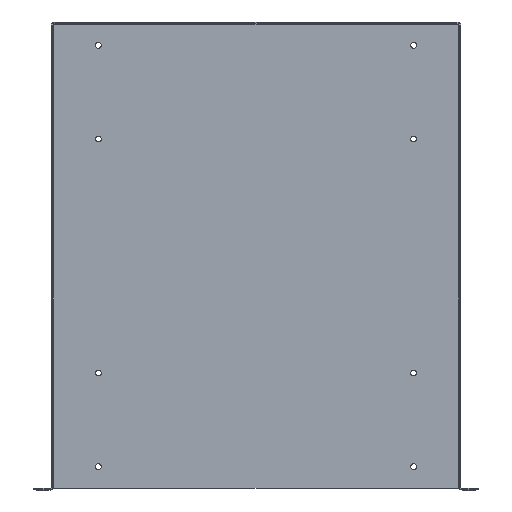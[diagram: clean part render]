
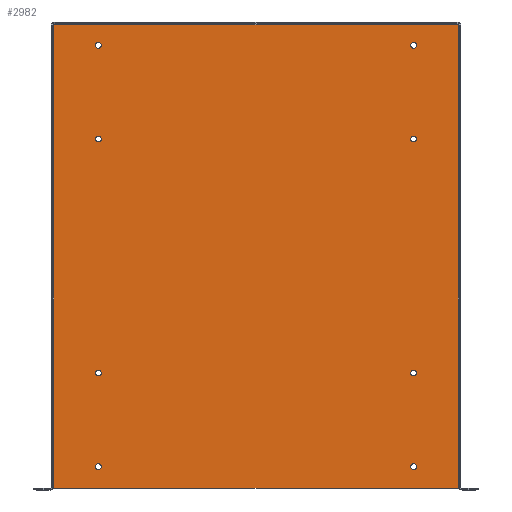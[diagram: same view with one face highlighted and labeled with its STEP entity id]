
A CAD part, top view. The second image highlights one B-rep face of the part: STEP entity #2982.
In plain terms, the highlighted planar face has unit normal (0, 0, 1).
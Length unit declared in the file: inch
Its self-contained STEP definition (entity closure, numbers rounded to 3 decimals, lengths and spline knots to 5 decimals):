
#67 = CARTESIAN_POINT ( 'NONE',  ( -6.609, 8.964, 0.072 ) ) ;
#68 = DIRECTION ( 'NONE',  ( 0., 0., -1. ) ) ;
#87 = VERTEX_POINT ( 'NONE', #67 ) ;
#102 = CARTESIAN_POINT ( 'NONE',  ( 6.859, -9.036, 0.072 ) ) ;
#116 = VERTEX_POINT ( 'NONE', #2918 ) ;
#141 = VERTEX_POINT ( 'NONE', #1134 ) ;
#157 = EDGE_LOOP ( 'NONE', ( #1882 ) ) ;
#265 = EDGE_CURVE ( 'NONE', #637, #141, #2102, .T. ) ;
#274 = CARTESIAN_POINT ( 'NONE',  ( 8.642, -9.964, 0.072 ) ) ;
#453 = DIRECTION ( 'NONE',  ( 1., 0., 0. ) ) ;
#467 = FACE_BOUND ( 'NONE', #1759, .T. ) ;
#502 = AXIS2_PLACEMENT_3D ( 'NONE', #577, #2458, #2198 ) ;
#551 = EDGE_LOOP ( 'NONE', ( #906 ) ) ;
#577 = CARTESIAN_POINT ( 'NONE',  ( -6.734, -5.036, 0.072 ) ) ;
#588 = EDGE_CURVE ( 'NONE', #2912, #2293, #1595, .T. ) ;
#610 = VECTOR ( 'NONE', #2637, 39.37008 ) ;
#637 = VERTEX_POINT ( 'NONE', #2553 ) ;
#693 = FACE_BOUND ( 'NONE', #551, .T. ) ;
#700 = AXIS2_PLACEMENT_3D ( 'NONE', #2076, #1153, #905 ) ;
#712 = CIRCLE ( 'NONE', #2444, 0.125 ) ;
#730 = ORIENTED_EDGE ( 'NONE', *, *, #974, .T. ) ;
#776 = CARTESIAN_POINT ( 'NONE',  ( -6.609, -9.036, 0.072 ) ) ;
#796 = CARTESIAN_POINT ( 'NONE',  ( -8.75, 9.856, 0.072 ) ) ;
#819 = EDGE_CURVE ( 'NONE', #2293, #637, #2908, .T. ) ;
#905 = DIRECTION ( 'NONE',  ( 1., 0., 0. ) ) ;
#906 = ORIENTED_EDGE ( 'NONE', *, *, #1764, .T. ) ;
#937 = CARTESIAN_POINT ( 'NONE',  ( 6.734, 8.964, 0.072 ) ) ;
#955 = FACE_BOUND ( 'NONE', #1509, .T. ) ;
#958 = EDGE_LOOP ( 'NONE', ( #1641 ) ) ;
#960 = CIRCLE ( 'NONE', #2686, 0.125 ) ;
#974 = EDGE_CURVE ( 'NONE', #2651, #2651, #712, .T. ) ;
#982 = DIRECTION ( 'NONE',  ( 0., 0., -1. ) ) ;
#1006 = VERTEX_POINT ( 'NONE', #102 ) ;
#1007 = DIRECTION ( 'NONE',  ( 1., 0., 0. ) ) ;
#1031 = EDGE_LOOP ( 'NONE', ( #1815 ) ) ;
#1054 = CIRCLE ( 'NONE', #700, 0.125 ) ;
#1082 = DIRECTION ( 'NONE',  ( 0., 0., -1. ) ) ;
#1122 = DIRECTION ( 'NONE',  ( 0., 1., 0. ) ) ;
#1134 = CARTESIAN_POINT ( 'NONE',  ( -8.642, -9.964, 0.072 ) ) ;
#1144 = FACE_BOUND ( 'NONE', #157, .T. ) ;
#1146 = VECTOR ( 'NONE', #2645, 39.37008 ) ;
#1153 = DIRECTION ( 'NONE',  ( 0., 0., -1. ) ) ;
#1220 = CARTESIAN_POINT ( 'NONE',  ( 6.859, 4.964, 0.072 ) ) ;
#1231 = DIRECTION ( 'NONE',  ( 1., 0., 0. ) ) ;
#1245 = CIRCLE ( 'NONE', #1930, 0.125 ) ;
#1312 = ORIENTED_EDGE ( 'NONE', *, *, #265, .T. ) ;
#1350 = CIRCLE ( 'NONE', #1447, 0.125 ) ;
#1398 = AXIS2_PLACEMENT_3D ( 'NONE', #1779, #1082, #2949 ) ;
#1409 = CARTESIAN_POINT ( 'NONE',  ( -8.75, -9.964, 0.072 ) ) ;
#1440 = ORIENTED_EDGE ( 'NONE', *, *, #2614, .T. ) ;
#1447 = AXIS2_PLACEMENT_3D ( 'NONE', #2899, #982, #2647 ) ;
#1457 = VERTEX_POINT ( 'NONE', #776 ) ;
#1480 = DIRECTION ( 'NONE',  ( 0., 0., -1. ) ) ;
#1493 = EDGE_CURVE ( 'NONE', #116, #116, #1834, .T. ) ;
#1509 = EDGE_LOOP ( 'NONE', ( #1953 ) ) ;
#1516 = CARTESIAN_POINT ( 'NONE',  ( -6.609, 4.964, 0.072 ) ) ;
#1549 = CARTESIAN_POINT ( 'NONE',  ( 6.734, 4.964, 0.072 ) ) ;
#1587 = CIRCLE ( 'NONE', #1878, 0.125 ) ;
#1595 = LINE ( 'NONE', #3004, #2389 ) ;
#1610 = ORIENTED_EDGE ( 'NONE', *, *, #819, .T. ) ;
#1616 = AXIS2_PLACEMENT_3D ( 'NONE', #1409, #2086, #2792 ) ;
#1624 = PLANE ( 'NONE',  #1616 ) ;
#1641 = ORIENTED_EDGE ( 'NONE', *, *, #2906, .T. ) ;
#1642 = CIRCLE ( 'NONE', #1398, 0.125 ) ;
#1667 = FACE_BOUND ( 'NONE', #958, .T. ) ;
#1736 = DIRECTION ( 'NONE',  ( -1., 0., 0. ) ) ;
#1759 = EDGE_LOOP ( 'NONE', ( #1788 ) ) ;
#1764 = EDGE_CURVE ( 'NONE', #87, #87, #1587, .T. ) ;
#1779 = CARTESIAN_POINT ( 'NONE',  ( 6.734, -5.036, 0.072 ) ) ;
#1788 = ORIENTED_EDGE ( 'NONE', *, *, #1960, .T. ) ;
#1815 = ORIENTED_EDGE ( 'NONE', *, *, #2416, .T. ) ;
#1834 = CIRCLE ( 'NONE', #502, 0.125 ) ;
#1861 = EDGE_LOOP ( 'NONE', ( #730 ) ) ;
#1878 = AXIS2_PLACEMENT_3D ( 'NONE', #2557, #2800, #2356 ) ;
#1882 = ORIENTED_EDGE ( 'NONE', *, *, #1493, .T. ) ;
#1899 = EDGE_CURVE ( 'NONE', #141, #2912, #2208, .T. ) ;
#1930 = AXIS2_PLACEMENT_3D ( 'NONE', #2455, #1480, #1231 ) ;
#1943 = VERTEX_POINT ( 'NONE', #2636 ) ;
#1953 = ORIENTED_EDGE ( 'NONE', *, *, #2094, .T. ) ;
#1960 = EDGE_CURVE ( 'NONE', #1457, #1457, #1245, .T. ) ;
#1974 = VERTEX_POINT ( 'NONE', #2164 ) ;
#2061 = EDGE_LOOP ( 'NONE', ( #1312, #2606, #2190, #1610 ) ) ;
#2076 = CARTESIAN_POINT ( 'NONE',  ( 6.734, -9.036, 0.072 ) ) ;
#2086 = DIRECTION ( 'NONE',  ( 0., 0., 1. ) ) ;
#2094 = EDGE_CURVE ( 'NONE', #1943, #1943, #1642, .T. ) ;
#2102 = LINE ( 'NONE', #2822, #610 ) ;
#2164 = CARTESIAN_POINT ( 'NONE',  ( 6.859, 8.964, 0.072 ) ) ;
#2190 = ORIENTED_EDGE ( 'NONE', *, *, #588, .T. ) ;
#2198 = DIRECTION ( 'NONE',  ( 1., 0., 0. ) ) ;
#2208 = LINE ( 'NONE', #2860, #1146 ) ;
#2293 = VERTEX_POINT ( 'NONE', #3011 ) ;
#2317 = FACE_BOUND ( 'NONE', #1861, .T. ) ;
#2356 = DIRECTION ( 'NONE',  ( 1., 0., 0. ) ) ;
#2389 = VECTOR ( 'NONE', #1122, 39.37008 ) ;
#2416 = EDGE_CURVE ( 'NONE', #2903, #2903, #1350, .T. ) ;
#2444 = AXIS2_PLACEMENT_3D ( 'NONE', #1549, #68, #1007 ) ;
#2455 = CARTESIAN_POINT ( 'NONE',  ( -6.734, -9.036, 0.072 ) ) ;
#2458 = DIRECTION ( 'NONE',  ( 0., 0., -1. ) ) ;
#2553 = CARTESIAN_POINT ( 'NONE',  ( -8.642, 9.856, 0.072 ) ) ;
#2557 = CARTESIAN_POINT ( 'NONE',  ( -6.734, 8.964, 0.072 ) ) ;
#2590 = DIRECTION ( 'NONE',  ( 0., 0., -1. ) ) ;
#2606 = ORIENTED_EDGE ( 'NONE', *, *, #1899, .T. ) ;
#2614 = EDGE_CURVE ( 'NONE', #1006, #1006, #1054, .T. ) ;
#2636 = CARTESIAN_POINT ( 'NONE',  ( 6.859, -5.036, 0.072 ) ) ;
#2637 = DIRECTION ( 'NONE',  ( 0., -1., 0. ) ) ;
#2645 = DIRECTION ( 'NONE',  ( 1., 0., 0. ) ) ;
#2647 = DIRECTION ( 'NONE',  ( 1., 0., 0. ) ) ;
#2651 = VERTEX_POINT ( 'NONE', #1220 ) ;
#2681 = EDGE_LOOP ( 'NONE', ( #1440 ) ) ;
#2683 = VECTOR ( 'NONE', #1736, 39.37008 ) ;
#2686 = AXIS2_PLACEMENT_3D ( 'NONE', #937, #2590, #453 ) ;
#2792 = DIRECTION ( 'NONE',  ( 1., 0., 0. ) ) ;
#2800 = DIRECTION ( 'NONE',  ( 0., 0., -1. ) ) ;
#2806 = FACE_BOUND ( 'NONE', #1031, .T. ) ;
#2822 = CARTESIAN_POINT ( 'NONE',  ( -8.642, -9.964, 0.072 ) ) ;
#2849 = FACE_BOUND ( 'NONE', #2681, .T. ) ;
#2860 = CARTESIAN_POINT ( 'NONE',  ( -8.75, -9.964, 0.072 ) ) ;
#2899 = CARTESIAN_POINT ( 'NONE',  ( -6.734, 4.964, 0.072 ) ) ;
#2903 = VERTEX_POINT ( 'NONE', #1516 ) ;
#2906 = EDGE_CURVE ( 'NONE', #1974, #1974, #960, .T. ) ;
#2908 = LINE ( 'NONE', #796, #2683 ) ;
#2912 = VERTEX_POINT ( 'NONE', #274 ) ;
#2918 = CARTESIAN_POINT ( 'NONE',  ( -6.609, -5.036, 0.072 ) ) ;
#2949 = DIRECTION ( 'NONE',  ( 1., 0., 0. ) ) ;
#2982 = ADVANCED_FACE ( 'NONE', ( #3029, #1144, #2317, #955, #2806, #467, #693, #2849, #1667 ), #1624, .T. ) ;
#3004 = CARTESIAN_POINT ( 'NONE',  ( 8.642, -9.964, 0.072 ) ) ;
#3011 = CARTESIAN_POINT ( 'NONE',  ( 8.642, 9.856, 0.072 ) ) ;
#3029 = FACE_OUTER_BOUND ( 'NONE', #2061, .T. ) ;
